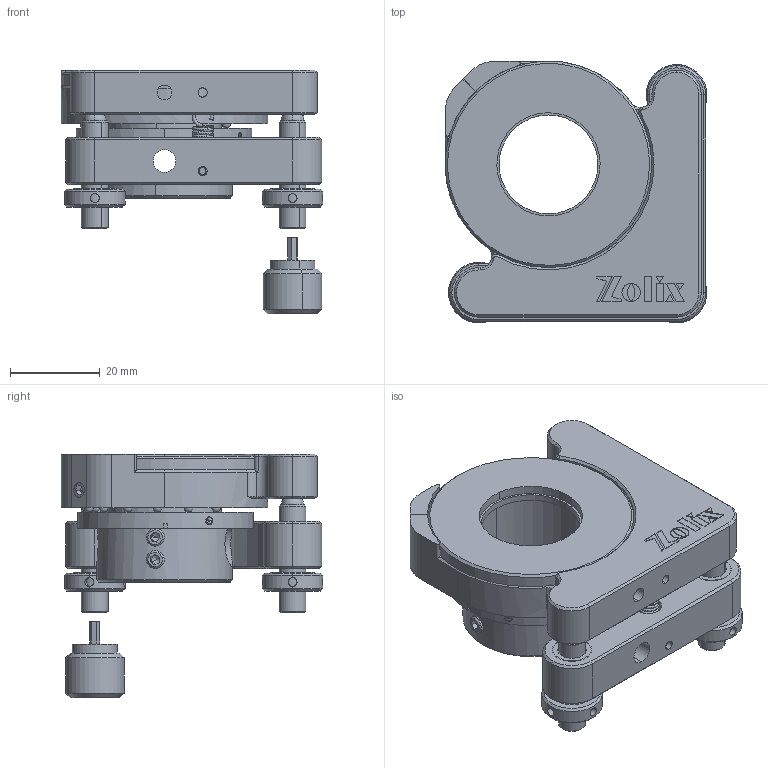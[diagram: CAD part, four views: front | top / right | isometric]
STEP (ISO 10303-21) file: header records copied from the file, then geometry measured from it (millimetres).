
FILE_DESCRIPTION (( 'STEP AP203' ), '1' );
FILE_NAME ('NMPO25.4-P3A.STEP', '2019-11-19T06:54:38', ( '' ), ( '' ), 'SwSTEP 2.0', 'SolidWorks 2016', '' );
FILE_SCHEMA (( 'CONFIG_CONTROL_DESIGN' ));
Length unit declared in the file: millimetre
Products named in the file (1): NMPO25.4-P3A
Bounding box: 58.25 x 58.25 x 54.3 mm (x, y, z)
Surface area: 25023.5 mm2 (no closed solid volume)
Topology: 0 solids, 52 shells, 499 faces, 1639 edges, 1138 vertices
Faces by surface type: plane 203, cylinder 144, cone 110, sphere 24, bspline 12, torus 6
Entity records: 24394 total; most frequent: CARTESIAN_POINT 10390, DIRECTION 2947, ORIENTED_EDGE 2579, EDGE_CURVE 1571, VERTEX_POINT 1102, AXIS2_PLACEMENT_3D 1033, LINE 881, VECTOR 881
